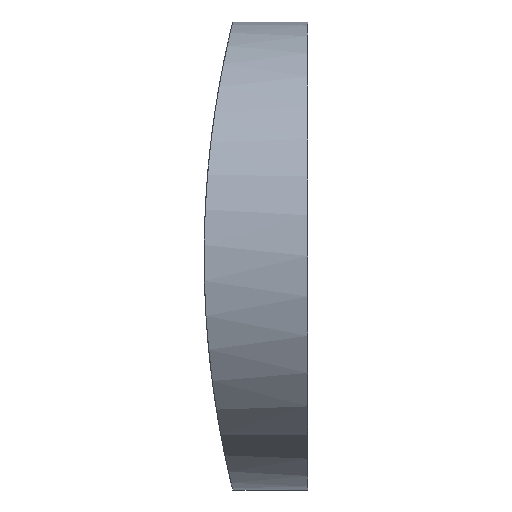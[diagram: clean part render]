
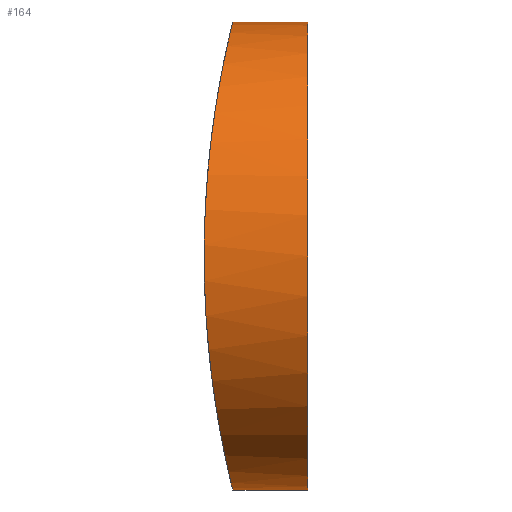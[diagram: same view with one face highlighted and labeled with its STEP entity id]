
A CAD part, front view. The second image highlights one B-rep face of the part: STEP entity #164.
In plain terms, the highlighted cylindrical face has radius 6.25 mm (diameter 12.5 mm), a partial arc.
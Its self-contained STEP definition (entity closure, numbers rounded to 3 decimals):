
#2 = VERTEX_POINT ( 'NONE', #114 ) ;
#7 = DIRECTION ( 'NONE',  ( 0., 0., -1. ) ) ;
#11 = AXIS2_PLACEMENT_3D ( 'NONE', #185, #89, #7 ) ;
#13 = CARTESIAN_POINT ( 'NONE',  ( -21.164, 1.545, 4.134 ) ) ;
#18 = CARTESIAN_POINT ( 'NONE',  ( -21.065, 2.116, -4.705 ) ) ;
#23 = CARTESIAN_POINT ( 'NONE',  ( -21.215, 1.28, -3.811 ) ) ;
#24 = DIRECTION ( 'NONE',  ( 1., 0., 0. ) ) ;
#25 = EDGE_CURVE ( 'NONE', #2, #210, #195, .T. ) ;
#26 = CARTESIAN_POINT ( 'NONE',  ( -21.015, 2.43, -4.963 ) ) ;
#31 = CARTESIAN_POINT ( 'NONE',  ( -21.485, 0.041, 0.824 ) ) ;
#36 = VERTEX_POINT ( 'NONE', #119 ) ;
#38 = VECTOR ( 'NONE', #24, 1000. ) ;
#39 = CARTESIAN_POINT ( 'NONE',  ( -21.164, 1.543, -4.131 ) ) ;
#43 = LINE ( 'NONE', #187, #102 ) ;
#49 = CARTESIAN_POINT ( 'NONE',  ( -20.728, 6.25, -6.25 ) ) ;
#53 = CARTESIAN_POINT ( 'NONE',  ( -20.808, 4.237, 5.92 ) ) ;
#59 = CARTESIAN_POINT ( 'NONE',  ( -21.014, 2.439, 4.97 ) ) ;
#60 = CARTESIAN_POINT ( 'NONE',  ( -20.921, 3.112, -5.42 ) ) ;
#62 = CARTESIAN_POINT ( 'NONE',  ( -21.495, 0., -0.414 ) ) ;
#66 = CARTESIAN_POINT ( 'NONE',  ( -21.348, 0.635, -2.775 ) ) ;
#69 = CARTESIAN_POINT ( 'NONE',  ( -21.485, 0.041, -0.821 ) ) ;
#71 = ORIENTED_EDGE ( 'NONE', *, *, #184, .T. ) ;
#76 = DIRECTION ( 'NONE',  ( 1., 0., 0. ) ) ;
#78 = CARTESIAN_POINT ( 'NONE',  ( -20.78, 4.619, -6.037 ) ) ;
#82 = LINE ( 'NONE', #144, #38 ) ;
#88 = FACE_OUTER_BOUND ( 'NONE', #201, .T. ) ;
#89 = DIRECTION ( 'NONE',  ( 1., 0., 0. ) ) ;
#92 = CARTESIAN_POINT ( 'NONE',  ( -21.306, 0.83, 3.139 ) ) ;
#98 = CARTESIAN_POINT ( 'NONE',  ( -20.824, 4.042, 5.85 ) ) ;
#101 = CARTESIAN_POINT ( 'NONE',  ( -20.728, 6.25, -6.25 ) ) ;
#102 = VECTOR ( 'NONE', #117, 1000. ) ;
#103 = CARTESIAN_POINT ( 'NONE',  ( -21.401, 0.399, -2.208 ) ) ;
#108 = CARTESIAN_POINT ( 'NONE',  ( -20.878, 3.475, 5.615 ) ) ;
#110 = CARTESIAN_POINT ( 'NONE',  ( -20.779, 4.63, 6.04 ) ) ;
#112 = CARTESIAN_POINT ( 'NONE',  ( -21.416, 0.333, 2.023 ) ) ;
#113 = CARTESIAN_POINT ( 'NONE',  ( -21.456, 0.16, -1.421 ) ) ;
#114 = CARTESIAN_POINT ( 'NONE',  ( -20.728, 6.25, 6.25 ) ) ;
#115 = CARTESIAN_POINT ( 'NONE',  ( -18.725, 6.25, 6.25 ) ) ;
#117 = DIRECTION ( 'NONE',  ( 1., 0., 0. ) ) ;
#119 = CARTESIAN_POINT ( 'NONE',  ( -18.725, 6.25, -6.25 ) ) ;
#120 = CIRCLE ( 'NONE', #11, 6.25 ) ;
#123 = DIRECTION ( 'NONE',  ( 0., 0., -1. ) ) ;
#127 = CARTESIAN_POINT ( 'NONE',  ( -20.738, 5.429, 6.209 ) ) ;
#130 = CARTESIAN_POINT ( 'NONE',  ( -20.767, 4.828, 6.09 ) ) ;
#131 = ORIENTED_EDGE ( 'NONE', *, *, #25, .T. ) ;
#133 = CARTESIAN_POINT ( 'NONE',  ( -20.768, 4.82, -6.088 ) ) ;
#135 = CARTESIAN_POINT ( 'NONE',  ( -21.064, 2.119, 4.708 ) ) ;
#137 = ORIENTED_EDGE ( 'NONE', *, *, #157, .F. ) ;
#138 = CARTESIAN_POINT ( 'NONE',  ( -21.445, 0.21, -1.62 ) ) ;
#141 = CARTESIAN_POINT ( 'NONE',  ( -20.809, 4.227, -5.917 ) ) ;
#144 = CARTESIAN_POINT ( 'NONE',  ( -31.425, 6.25, -6.25 ) ) ;
#146 = CARTESIAN_POINT ( 'NONE',  ( -21.306, 0.827, -3.133 ) ) ;
#147 = CARTESIAN_POINT ( 'NONE',  ( -20.728, 6.25, 6.25 ) ) ;
#152 = CARTESIAN_POINT ( 'NONE',  ( -20.738, 5.426, -6.209 ) ) ;
#156 = CARTESIAN_POINT ( 'NONE',  ( -21.495, 0., 0.415 ) ) ;
#157 = EDGE_CURVE ( 'NONE', #176, #36, #120, .T. ) ;
#161 = CARTESIAN_POINT ( 'NONE',  ( -20.825, 4.036, -5.848 ) ) ;
#164 = ADVANCED_FACE ( 'NONE', ( #88 ), #171, .T. ) ;
#165 = CARTESIAN_POINT ( 'NONE',  ( -20.728, 5.836, -6.25 ) ) ;
#166 = CARTESIAN_POINT ( 'NONE',  ( -21.456, 0.162, 1.43 ) ) ;
#171 = CYLINDRICAL_SURFACE ( 'NONE', #180, 6.25 ) ;
#173 = CARTESIAN_POINT ( 'NONE',  ( -21.348, 0.636, 2.778 ) ) ;
#176 = VERTEX_POINT ( 'NONE', #115 ) ;
#180 = AXIS2_PLACEMENT_3D ( 'NONE', #204, #76, #123 ) ;
#184 = EDGE_CURVE ( 'NONE', #210, #36, #82, .T. ) ;
#185 = CARTESIAN_POINT ( 'NONE',  ( -18.725, 6.25, 0. ) ) ;
#187 = CARTESIAN_POINT ( 'NONE',  ( -31.425, 6.25, 6.25 ) ) ;
#189 = CARTESIAN_POINT ( 'NONE',  ( -21.417, 0.33, -2.013 ) ) ;
#191 = ORIENTED_EDGE ( 'NONE', *, *, #200, .F. ) ;
#193 = CARTESIAN_POINT ( 'NONE',  ( -20.878, 3.473, -5.614 ) ) ;
#195 = B_SPLINE_CURVE_WITH_KNOTS ( 'NONE', 3,
 ( #147, #214, #127, #130, #110, #53, #98, #108, #196, #59, #135, #13, #205, #92, #173, #207, #112, #215, #166, #31, #156, #62, #69, #113, #138, #189, #103, #66, #146, #23, #39, #18, #26, #60, #193, #161, #141, #78, #133, #152, #165, #101 ),
 .UNSPECIFIED., .F., .F.,
 ( 4, 2, 2, 2, 2, 2, 2, 2, 2, 2, 2, 2, 2, 2, 2, 2, 2, 2, 2, 2, 4 ),
 ( 0.01, 0.011, 0.012, 0.012, 0.013, 0.015, 0.016, 0.017, 0.018, 0.018, 0.02, 0.021, 0.021, 0.022, 0.023, 0.024, 0.026, 0.027, 0.028, 0.028, 0.029 ),
 .UNSPECIFIED. ) ;
#196 = CARTESIAN_POINT ( 'NONE',  ( -20.921, 3.117, 5.423 ) ) ;
#200 = EDGE_CURVE ( 'NONE', #2, #176, #43, .T. ) ;
#201 = EDGE_LOOP ( 'NONE', ( #191, #131, #71, #137 ) ) ;
#204 = CARTESIAN_POINT ( 'NONE',  ( -31.425, 6.25, 0. ) ) ;
#205 = CARTESIAN_POINT ( 'NONE',  ( -21.213, 1.287, 3.821 ) ) ;
#207 = CARTESIAN_POINT ( 'NONE',  ( -21.4, 0.402, 2.215 ) ) ;
#210 = VERTEX_POINT ( 'NONE', #49 ) ;
#214 = CARTESIAN_POINT ( 'NONE',  ( -20.728, 5.836, 6.25 ) ) ;
#215 = CARTESIAN_POINT ( 'NONE',  ( -21.444, 0.213, 1.631 ) ) ;
